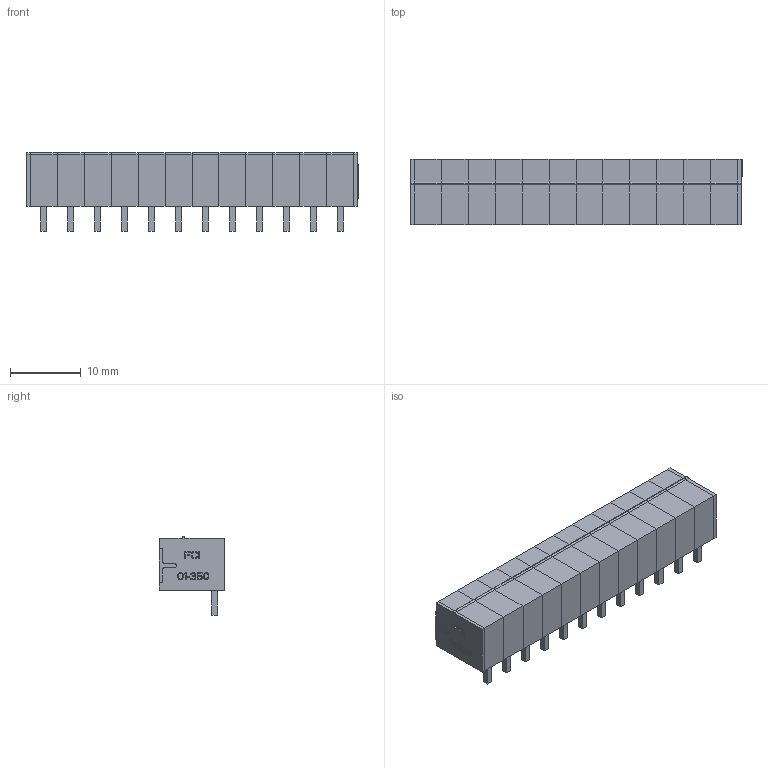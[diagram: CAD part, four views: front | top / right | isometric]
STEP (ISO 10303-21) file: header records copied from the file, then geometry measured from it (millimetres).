
FILE_DESCRIPTION(('STEP AP214'),'1');
FILE_NAME('20020110d121a01lf.stp','2020-03-24T14:16:54',('TraceParts'),('TraceParts S.A.'),'Spatial InterOp 3D',' ',' ');
FILE_SCHEMA(('AUTOMOTIVE_DESIGN { 1 0 10303 214 1 1 1 1 }'));
Length unit declared in the file: millimetre
Products named in the file (1): 20020110d121a01lf_1
Bounding box: 46.91 x 9.2 x 11.12 mm (x, y, z)
Volume: 1797.3 mm3; surface area: 5993.6 mm2
Topology: 14 solids, 14 shells, 1023 faces, 2736 edges, 1800 vertices
Faces by surface type: plane 817, cylinder 134, torus 48, cone 24
Entity records: 31665 total; most frequent: CARTESIAN_POINT 5717, ORIENTED_EDGE 5472, DIRECTION 5174, EDGE_CURVE 2736, LINE 2324, VECTOR 2324, VERTEX_POINT 1800, AXIS2_PLACEMENT_3D 1425
